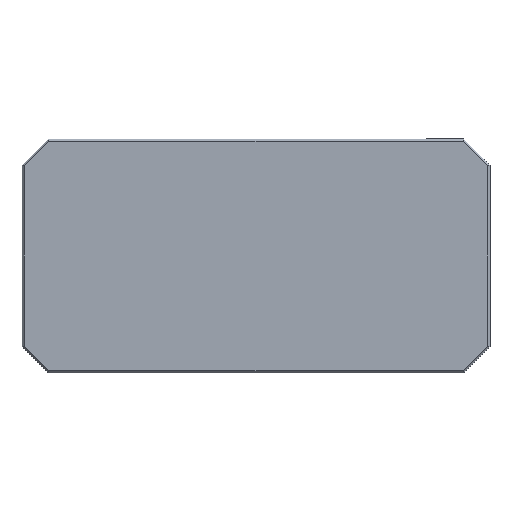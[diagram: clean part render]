
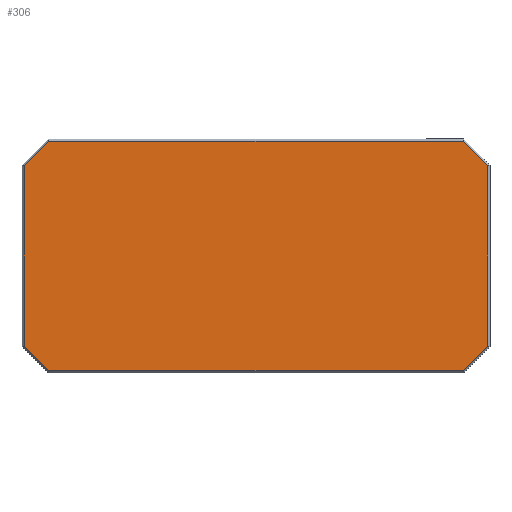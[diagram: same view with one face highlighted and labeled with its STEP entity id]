
A CAD part, front view. The second image highlights one B-rep face of the part: STEP entity #306.
In plain terms, the highlighted planar face has unit normal (0, -1, 0).
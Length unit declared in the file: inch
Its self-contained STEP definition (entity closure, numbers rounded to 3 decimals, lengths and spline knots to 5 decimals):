
#52 = VECTOR ( 'NONE', #559, 39.37008 ) ;
#53 = LINE ( 'NONE', #560, #52 ) ;
#62 = VECTOR ( 'NONE', #573, 39.37008 ) ;
#63 = LINE ( 'NONE', #574, #62 ) ;
#64 = VECTOR ( 'NONE', #575, 39.37008 ) ;
#65 = LINE ( 'NONE', #576, #64 ) ;
#66 = VECTOR ( 'NONE', #577, 39.37008 ) ;
#67 = LINE ( 'NONE', #578, #66 ) ;
#68 = VECTOR ( 'NONE', #579, 39.37008 ) ;
#69 = LINE ( 'NONE', #580, #68 ) ;
#70 = VECTOR ( 'NONE', #581, 39.37008 ) ;
#71 = LINE ( 'NONE', #582, #70 ) ;
#72 = VECTOR ( 'NONE', #583, 39.37008 ) ;
#73 = LINE ( 'NONE', #584, #72 ) ;
#74 = VECTOR ( 'NONE', #585, 39.37008 ) ;
#75 = LINE ( 'NONE', #586, #74 ) ;
#129 = ORIENTED_EDGE ( 'NONE', *, *, #440, .T. ) ;
#137 = ORIENTED_EDGE ( 'NONE', *, *, #431, .T. ) ;
#142 = ORIENTED_EDGE ( 'NONE', *, *, #429, .T. ) ;
#167 = ORIENTED_EDGE ( 'NONE', *, *, #428, .T. ) ;
#174 = ORIENTED_EDGE ( 'NONE', *, *, #426, .T. ) ;
#191 = ORIENTED_EDGE ( 'NONE', *, *, #432, .T. ) ;
#192 = EDGE_LOOP ( 'NONE', ( #129, #191, #137, #167, #174, #229, #195, #142 ) ) ;
#195 = ORIENTED_EDGE ( 'NONE', *, *, #427, .T. ) ;
#229 = ORIENTED_EDGE ( 'NONE', *, *, #430, .T. ) ;
#237 = FACE_OUTER_BOUND ( 'NONE', #192, .T. ) ;
#306 = ADVANCED_FACE ( 'NONE', ( #237 ), #689, .F. ) ;
#326 = CARTESIAN_POINT ( 'NONE',  ( 2.23, -1., -0.86672 ) ) ;
#368 = CARTESIAN_POINT ( 'NONE',  ( -1.99172, -1., 1.105 ) ) ;
#381 = CARTESIAN_POINT ( 'NONE',  ( -2.23, -1., 0.86672 ) ) ;
#382 = CARTESIAN_POINT ( 'NONE',  ( -2.23, -1., -0.86672 ) ) ;
#384 = CARTESIAN_POINT ( 'NONE',  ( 1.99172, -1., 1.105 ) ) ;
#389 = CARTESIAN_POINT ( 'NONE',  ( 2.23, -1., 0.86672 ) ) ;
#400 = CARTESIAN_POINT ( 'NONE',  ( -1.99172, -1., -1.105 ) ) ;
#402 = CARTESIAN_POINT ( 'NONE',  ( 1.99172, -1., -1.105 ) ) ;
#426 = EDGE_CURVE ( 'NONE', #746, #747, #75, .T. ) ;
#427 = EDGE_CURVE ( 'NONE', #741, #742, #73, .T. ) ;
#428 = EDGE_CURVE ( 'NONE', #734, #746, #71, .T. ) ;
#429 = EDGE_CURVE ( 'NONE', #742, #736, #69, .T. ) ;
#430 = EDGE_CURVE ( 'NONE', #747, #741, #67, .T. ) ;
#431 = EDGE_CURVE ( 'NONE', #733, #734, #65, .T. ) ;
#432 = EDGE_CURVE ( 'NONE', #724, #733, #63, .T. ) ;
#440 = EDGE_CURVE ( 'NONE', #736, #724, #53, .T. ) ;
#559 = DIRECTION ( 'NONE',  ( -1., 0., 0. ) ) ;
#560 = CARTESIAN_POINT ( 'NONE',  ( -2., -1., 1.105 ) ) ;
#573 = DIRECTION ( 'NONE',  ( -0.707, 0., -0.707 ) ) ;
#574 = CARTESIAN_POINT ( 'NONE',  ( -2.23586, -1., 0.86086 ) ) ;
#575 = DIRECTION ( 'NONE',  ( 0., 0., -1. ) ) ;
#576 = CARTESIAN_POINT ( 'NONE',  ( -2.23, -1., 1.125 ) ) ;
#577 = DIRECTION ( 'NONE',  ( 0.707, 0., 0.707 ) ) ;
#578 = CARTESIAN_POINT ( 'NONE',  ( 2.23586, -1., -0.86086 ) ) ;
#579 = DIRECTION ( 'NONE',  ( -0.707, 0., 0.707 ) ) ;
#580 = CARTESIAN_POINT ( 'NONE',  ( 1.98586, -1., 1.11086 ) ) ;
#581 = DIRECTION ( 'NONE',  ( 0.707, 0., -0.707 ) ) ;
#582 = CARTESIAN_POINT ( 'NONE',  ( -1.98586, -1., -1.11086 ) ) ;
#583 = DIRECTION ( 'NONE',  ( 0., 0., 1. ) ) ;
#584 = CARTESIAN_POINT ( 'NONE',  ( 2.23, -1., 1.125 ) ) ;
#585 = DIRECTION ( 'NONE',  ( 1., 0., 0. ) ) ;
#586 = CARTESIAN_POINT ( 'NONE',  ( -2.25, -1., -1.105 ) ) ;
#686 = DIRECTION ( 'NONE',  ( -1., 0., 0. ) ) ;
#687 = DIRECTION ( 'NONE',  ( 0., 1., 0. ) ) ;
#688 = CARTESIAN_POINT ( 'NONE',  ( -2.25, -1., 1.125 ) ) ;
#689 = PLANE ( 'NONE',  #760 ) ;
#724 = VERTEX_POINT ( 'NONE', #368 ) ;
#733 = VERTEX_POINT ( 'NONE', #381 ) ;
#734 = VERTEX_POINT ( 'NONE', #382 ) ;
#736 = VERTEX_POINT ( 'NONE', #384 ) ;
#741 = VERTEX_POINT ( 'NONE', #326 ) ;
#742 = VERTEX_POINT ( 'NONE', #389 ) ;
#746 = VERTEX_POINT ( 'NONE', #400 ) ;
#747 = VERTEX_POINT ( 'NONE', #402 ) ;
#760 = AXIS2_PLACEMENT_3D ( 'NONE', #688, #687, #686 ) ;
